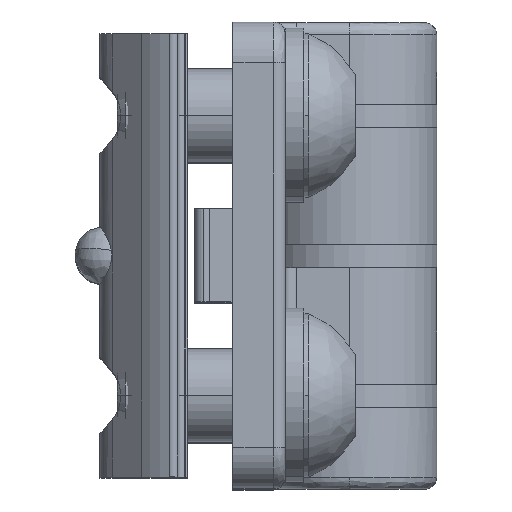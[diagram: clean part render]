
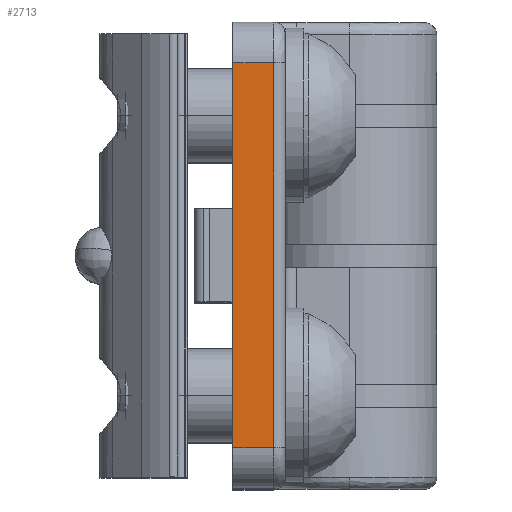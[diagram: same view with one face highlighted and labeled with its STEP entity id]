
A CAD part, top view. The second image highlights one B-rep face of the part: STEP entity #2713.
In plain terms, the highlighted planar face has unit normal (0, 0, 1).
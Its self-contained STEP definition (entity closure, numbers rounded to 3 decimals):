
#2502 = VERTEX_POINT ( 'NONE', #8909 ) ;
#2544 = ORIENTED_EDGE ( 'NONE', *, *, #2628, .F. ) ;
#2552 = EDGE_LOOP ( 'NONE', ( #2544, #2629, #7667, #7661 ) ) ;
#2582 = EDGE_CURVE ( 'NONE', #2775, #2502, #9092, .T. ) ;
#2628 = EDGE_CURVE ( 'NONE', #2775, #7660, #9306, .T. ) ;
#2629 = ORIENTED_EDGE ( 'NONE', *, *, #2582, .T. ) ;
#2712 = EDGE_CURVE ( 'NONE', #7660, #4038, #9233, .T. ) ;
#2713 = ADVANCED_FACE ( 'NONE', ( #9229 ), #9226, .T. ) ;
#2775 = VERTEX_POINT ( 'NONE', #9519 ) ;
#4038 = VERTEX_POINT ( 'NONE', #12099 ) ;
#4041 = EDGE_CURVE ( 'NONE', #2502, #4038, #12185, .T. ) ;
#7660 = VERTEX_POINT ( 'NONE', #12235 ) ;
#7661 = ORIENTED_EDGE ( 'NONE', *, *, #2712, .F. ) ;
#7667 = ORIENTED_EDGE ( 'NONE', *, *, #4041, .T. ) ;
#8909 = CARTESIAN_POINT ( 'NONE',  ( 3.5, -16.5, 40. ) ) ;
#9079 = DIRECTION ( 'NONE',  ( 1., 0., 0. ) ) ;
#9080 = VECTOR ( 'NONE', #9079, 1000. ) ;
#9081 = CARTESIAN_POINT ( 'NONE',  ( 4.5, -16.5, 40. ) ) ;
#9092 = LINE ( 'NONE', #9081, #9080 ) ;
#9223 = DIRECTION ( 'NONE',  ( 0., -1., 0. ) ) ;
#9224 = DIRECTION ( 'NONE',  ( 0., 0., 1. ) ) ;
#9226 = PLANE ( 'NONE',  #9228 ) ;
#9227 = CARTESIAN_POINT ( 'NONE',  ( 4.5, -20., 40. ) ) ;
#9228 = AXIS2_PLACEMENT_3D ( 'NONE', #9227, #9224, #9223 ) ;
#9229 = FACE_OUTER_BOUND ( 'NONE', #2552, .T. ) ;
#9230 = DIRECTION ( 'NONE',  ( 1., 0., 0. ) ) ;
#9231 = VECTOR ( 'NONE', #9230, 1000. ) ;
#9232 = CARTESIAN_POINT ( 'NONE',  ( 4.711, 16.5, 40. ) ) ;
#9233 = LINE ( 'NONE', #9232, #9231 ) ;
#9303 = DIRECTION ( 'NONE',  ( 0., 1., 0. ) ) ;
#9304 = VECTOR ( 'NONE', #9303, 1000. ) ;
#9305 = CARTESIAN_POINT ( 'NONE',  ( 0., -20., 40. ) ) ;
#9306 = LINE ( 'NONE', #9305, #9304 ) ;
#9519 = CARTESIAN_POINT ( 'NONE',  ( 0., -16.5, 40. ) ) ;
#12099 = CARTESIAN_POINT ( 'NONE',  ( 3.5, 16.5, 40. ) ) ;
#12177 = DIRECTION ( 'NONE',  ( 0., 1., 0. ) ) ;
#12178 = VECTOR ( 'NONE', #12177, 1000. ) ;
#12179 = CARTESIAN_POINT ( 'NONE',  ( 3.5, -20., 40. ) ) ;
#12185 = LINE ( 'NONE', #12179, #12178 ) ;
#12235 = CARTESIAN_POINT ( 'NONE',  ( 0., 16.5, 40. ) ) ;
